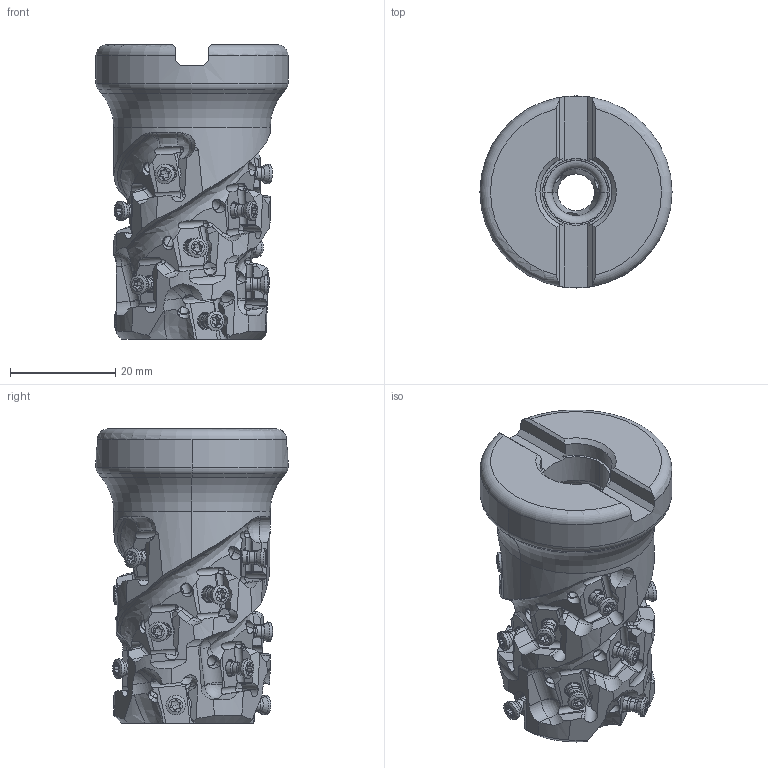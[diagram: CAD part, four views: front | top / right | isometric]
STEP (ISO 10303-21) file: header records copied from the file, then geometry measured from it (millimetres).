
FILE_DESCRIPTION(/* description */ (''),/* implementation_level */ '2;1');
FILE_NAME(/* name */ 'VPX200UR1_2503AA1315.stp',/* time_stamp */ '2021-06-22T11:12:56+09:00',/* author */ (''),/* organization */ (''),/* preprocessor_version */ 'ST-DEVELOPER v16',/* originating_system */ 'SIEMENS PLM Software NX 10.0',/* authorisation */ '');
FILE_SCHEMA (('AUTOMOTIVE_DESIGN { 1 0 10303 214 3 1 1 1 }'));
Products named in the file (1): VPX200UR1_2503AA1315_ASM
Bounding box: 36.51 x 36.51 x 55.95 mm (x, y, z)
Volume: 28991.2 mm3; surface area: 12877.3 mm2
Topology: 16 solids, 16 shells, 1525 faces, 4284 edges, 2738 vertices
Faces by surface type: cylinder 703, plane 376, cone 213, sphere 99, torus 96, bspline 32, extrusion 6
Entity records: 63724 total; most frequent: CARTESIAN_POINT 25134, ORIENTED_EDGE 8340, DIRECTION 7809, EDGE_CURVE 4170, AXIS2_PLACEMENT_3D 3203, VERTEX_POINT 2720, EDGE_LOOP 1606, ADVANCED_FACE 1525
